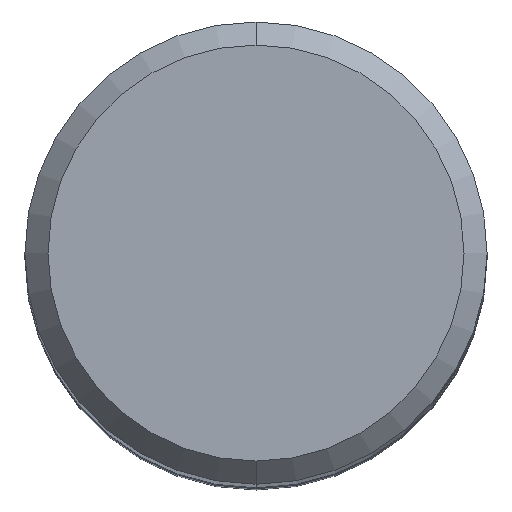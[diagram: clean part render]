
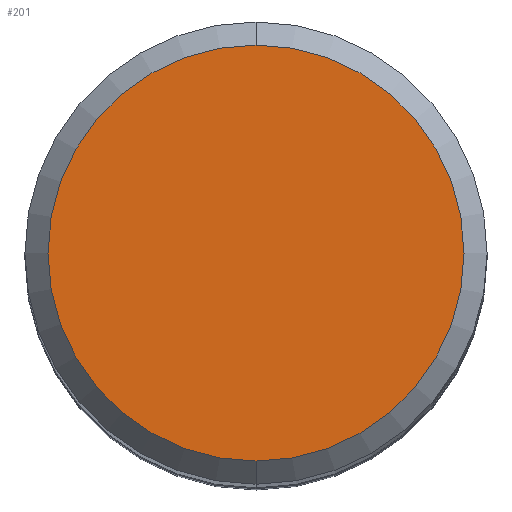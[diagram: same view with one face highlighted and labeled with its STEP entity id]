
A CAD part, top view. The second image highlights one B-rep face of the part: STEP entity #201.
In plain terms, the highlighted planar face has unit normal (0, 0, 1).
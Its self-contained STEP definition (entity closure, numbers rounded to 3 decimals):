
#201=ADVANCED_FACE('',(#509),#510,.T.);
#223=VERTEX_POINT('',#533);
#291=EDGE_CURVE('',#419,#223,#608,.T.);
#419=VERTEX_POINT('',#750);
#455=EDGE_CURVE('',#223,#419,#790,.T.);
#509=FACE_OUTER_BOUND('',#855,.T.);
#510=PLANE('',#856);
#533=CARTESIAN_POINT('',(0.0,4.5,0.0));
#608=CIRCLE('',#1083,4.5);
#750=CARTESIAN_POINT('',(0.,-4.5,0.0));
#790=CIRCLE('',#1460,4.5);
#855=EDGE_LOOP('',(#1502,#1503));
#856=AXIS2_PLACEMENT_3D('',#1504,#1505,#1506);
#1083=AXIS2_PLACEMENT_3D('',#1615,#1616,#1617);
#1460=AXIS2_PLACEMENT_3D('',#1822,#1823,#1824);
#1502=ORIENTED_EDGE('',*,*,#455,.F.);
#1503=ORIENTED_EDGE('',*,*,#291,.F.);
#1504=CARTESIAN_POINT('',(0.0,2.25,0.0));
#1505=DIRECTION('',(-0.0,0.0,1.0));
#1506=DIRECTION('',(0.0,-1.0,0.0));
#1615=CARTESIAN_POINT('',(0.0,0.0,0.0));
#1616=DIRECTION('',(0.0,0.0,-1.0));
#1617=DIRECTION('',(0.0,1.0,0.0));
#1822=CARTESIAN_POINT('',(0.0,0.0,0.0));
#1823=DIRECTION('',(0.0,0.0,-1.0));
#1824=DIRECTION('',(0.0,1.0,0.0));
